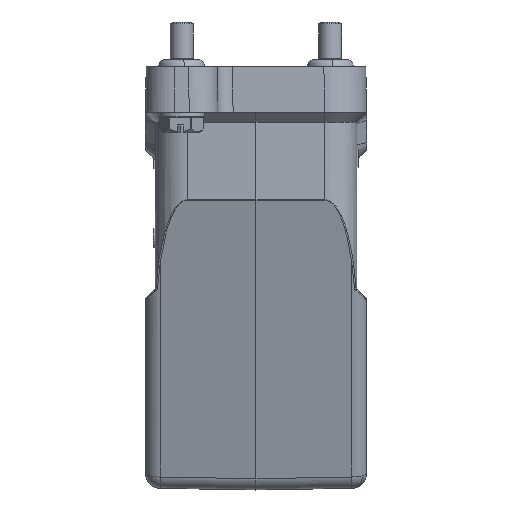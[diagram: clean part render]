
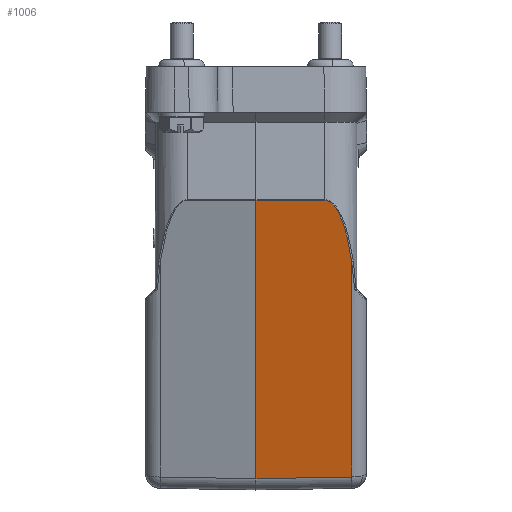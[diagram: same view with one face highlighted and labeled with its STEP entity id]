
A CAD part, left-side view. The second image highlights one B-rep face of the part: STEP entity #1006.
In plain terms, the highlighted planar face has unit normal (-0.966, -0.018, -0.259).
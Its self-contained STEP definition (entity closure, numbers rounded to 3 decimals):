
#484=FACE_OUTER_BOUND('',#2099,.T.);
#1006=ADVANCED_FACE('NONE',(#484),#1515,.F.);
#1515=PLANE('',#9196);
#2099=EDGE_LOOP('',(#4299,#4300,#4301,#4302,#4303));
#2694=LINE('',#12679,#3386);
#2734=LINE('',#13405,#3426);
#2735=LINE('',#13446,#3427);
#2736=LINE('',#13469,#3428);
#3386=VECTOR('',#10003,1.);
#3426=VECTOR('',#10121,1.);
#3427=VECTOR('',#10124,1.);
#3428=VECTOR('',#10125,1.);
#4299=ORIENTED_EDGE('',*,*,#7694,.T.);
#4300=ORIENTED_EDGE('',*,*,#7589,.F.);
#4301=ORIENTED_EDGE('',*,*,#7690,.F.);
#4302=ORIENTED_EDGE('',*,*,#7695,.F.);
#4303=ORIENTED_EDGE('',*,*,#7696,.F.);
#6765=VERTEX_POINT('',#12671);
#6766=VERTEX_POINT('',#12680);
#6829=VERTEX_POINT('',#13404);
#6831=VERTEX_POINT('',#13447);
#6832=VERTEX_POINT('',#13468);
#7589=EDGE_CURVE('NONE',#6765,#6766,#2694,.T.);
#7690=EDGE_CURVE('NONE',#6829,#6765,#2734,.T.);
#7694=EDGE_CURVE('NONE',#6831,#6766,#2735,.T.);
#7695=EDGE_CURVE('NONE',#6832,#6829,#8893,.T.);
#7696=EDGE_CURVE('NONE',#6831,#6832,#2736,.T.);
#8893=B_SPLINE_CURVE_WITH_KNOTS('',3,(#13448,#13449,#13450,#13451,#13452,
#13453,#13454,#13455,#13456,#13457,#13458,#13459,#13460,#13461,#13462,#13463,
#13464,#13465,#13466,#13467),.UNSPECIFIED.,.F.,.F.,(4,2,2,2,2,2,2,2,2,4),
(0.,0.031,0.063,0.125,0.188,0.25,0.375,0.5,0.75,
1.),.UNSPECIFIED.);
#9196=AXIS2_PLACEMENT_3D('',#13470,#10126,#10127);
#10003=DIRECTION('',(-0.013,1.,-0.017));
#10121=DIRECTION('',(0.259,0.,-0.966));
#10124=DIRECTION('',(0.259,0.,-0.966));
#10125=DIRECTION('',(0.017,-1.,0.002));
#10126=DIRECTION('',(0.966,0.017,0.259));
#10127=DIRECTION('',(0.259,0.,-0.966));
#12671=CARTESIAN_POINT('',(-55.094,-25.07,-95.598));
#12679=CARTESIAN_POINT('',(-55.094,-25.07,-95.598));
#12680=CARTESIAN_POINT('',(-55.43,0.,-96.036));
#13404=CARTESIAN_POINT('',(-70.235,-25.07,-39.091));
#13405=CARTESIAN_POINT('',(-54.213,-25.07,-98.887));
#13446=CARTESIAN_POINT('',(-54.636,0.,-99.));
#13447=CARTESIAN_POINT('',(-74.983,0.,-23.064));
#13448=CARTESIAN_POINT('',(-74.668,-18.048,-23.022));
#13449=CARTESIAN_POINT('',(-74.664,-18.244,-23.022));
#13450=CARTESIAN_POINT('',(-74.654,-18.439,-23.048));
#13451=CARTESIAN_POINT('',(-74.62,-18.815,-23.149));
#13452=CARTESIAN_POINT('',(-74.597,-18.996,-23.223));
#13453=CARTESIAN_POINT('',(-74.515,-19.511,-23.494));
#13454=CARTESIAN_POINT('',(-74.444,-19.815,-23.739));
#13455=CARTESIAN_POINT('',(-74.289,-20.363,-24.281));
#13456=CARTESIAN_POINT('',(-74.204,-20.607,-24.58));
#13457=CARTESIAN_POINT('',(-74.029,-21.054,-25.204));
#13458=CARTESIAN_POINT('',(-73.938,-21.257,-25.531));
#13459=CARTESIAN_POINT('',(-73.659,-21.823,-26.533));
#13460=CARTESIAN_POINT('',(-73.466,-22.142,-27.231));
#13461=CARTESIAN_POINT('',(-73.075,-22.714,-28.653));
#13462=CARTESIAN_POINT('',(-72.876,-22.965,-29.377));
#13463=CARTESIAN_POINT('',(-72.276,-23.647,-31.571));
#13464=CARTESIAN_POINT('',(-71.87,-24.009,-33.061));
#13465=CARTESIAN_POINT('',(-71.055,-24.619,-36.062));
#13466=CARTESIAN_POINT('',(-70.646,-24.866,-37.573));
#13467=CARTESIAN_POINT('',(-70.235,-25.07,-39.091));
#13468=CARTESIAN_POINT('',(-74.668,-18.048,-23.022));
#13469=CARTESIAN_POINT('',(-74.989,0.347,-23.064));
#13470=CARTESIAN_POINT('',(-54.636,0.,-99.));
